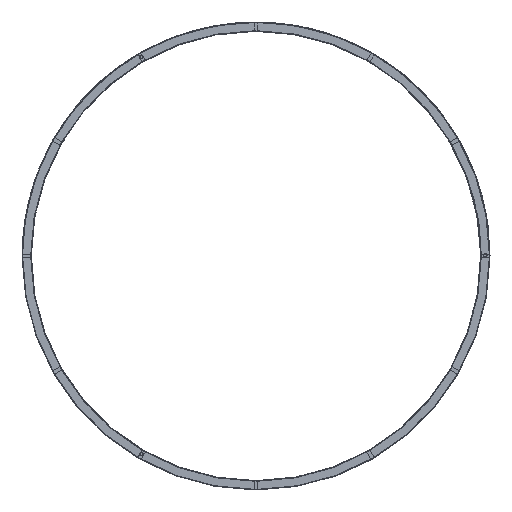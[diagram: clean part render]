
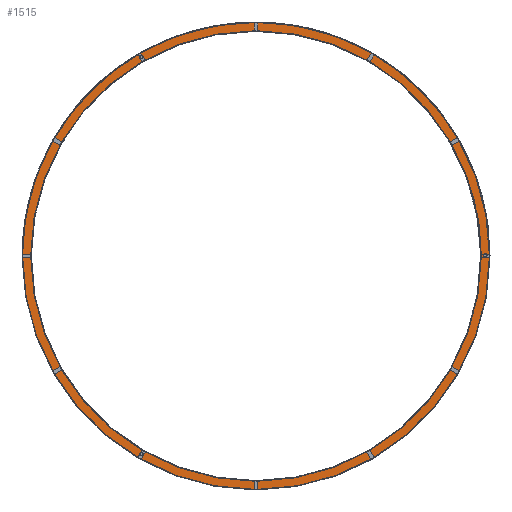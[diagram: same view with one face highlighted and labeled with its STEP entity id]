
A CAD part, top view. The second image highlights one B-rep face of the part: STEP entity #1515.
In plain terms, the highlighted face is planar.
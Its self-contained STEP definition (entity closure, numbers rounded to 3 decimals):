
#336=FACE_BOUND('',#573,.T.);
#381=PLANE('',#1767);
#465=FACE_OUTER_BOUND('',#572,.T.);
#572=EDGE_LOOP('',(#1389));
#573=EDGE_LOOP('',(#1390));
#666=CIRCLE('',#1762,722.);
#669=CIRCLE('',#1766,749.);
#806=VERTEX_POINT('',#2690);
#809=VERTEX_POINT('',#2698);
#1001=EDGE_CURVE('',#806,#806,#666,.T.);
#1006=EDGE_CURVE('',#809,#809,#669,.T.);
#1389=ORIENTED_EDGE('',*,*,#1006,.T.);
#1390=ORIENTED_EDGE('',*,*,#1001,.T.);
#1515=ADVANCED_FACE('',(#465,#336),#381,.F.);
#1762=AXIS2_PLACEMENT_3D('',#2691,#2217,#2218);
#1766=AXIS2_PLACEMENT_3D('',#2700,#2227,#2228);
#1767=AXIS2_PLACEMENT_3D('',#2701,#2229,#2230);
#2217=DIRECTION('center_axis',(0.,0.,1.));
#2218=DIRECTION('ref_axis',(-1.,0.,0.));
#2227=DIRECTION('center_axis',(0.,0.,-1.));
#2228=DIRECTION('ref_axis',(-1.,0.,0.));
#2229=DIRECTION('center_axis',(0.,0.,1.));
#2230=DIRECTION('ref_axis',(1.,0.,0.));
#2690=CARTESIAN_POINT('',(722.,0.,2.));
#2691=CARTESIAN_POINT('Origin',(0.,0.,2.));
#2698=CARTESIAN_POINT('',(749.,0.,2.));
#2700=CARTESIAN_POINT('Origin',(0.,0.,2.));
#2701=CARTESIAN_POINT('Origin',(0.,0.,2.));
